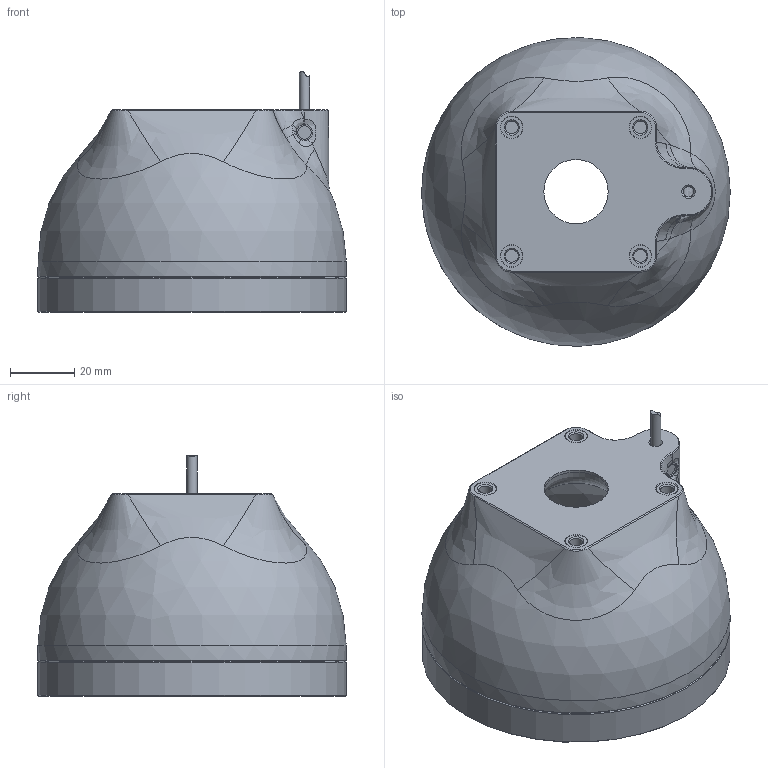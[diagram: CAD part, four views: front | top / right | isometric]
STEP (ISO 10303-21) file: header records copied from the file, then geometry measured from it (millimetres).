
FILE_DESCRIPTION(/* description */ ('Unknown'),/* implementation_level */ '2;1');
FILE_NAME(/* name */ 'DL1-50 Customers',/* time_stamp */ '2025-03-05T11:25:15+01:00',/* author */ ('Unknown'),/* organization */ ('Smartview s. r. o.'),/* preprocessor_version */ 'ST-DEVELOPER v18.1',/* originating_system */ 'Solid Edge',/* authorisation */ 'Unknown');
FILE_SCHEMA (('AUTOMOTIVE_DESIGN {1 0 10303 214 3 1 1}'));
Length unit declared in the file: millimetre
Products named in the file (1): DL1-50 Customers
Bounding box: 96 x 96 x 74.95 mm (x, y, z)
Volume: 158474.6 mm3; surface area: 43218 mm2
Topology: 1 solids, 1 shells, 110 faces, 238 edges, 153 vertices
Faces by surface type: bspline 36, plane 29, cone 24, cylinder 18, sphere 2, torus 1
Full cylindrical faces by diameter (mm): 3.2 x1, 4 x4, 4.5 x4, 20 x1, 53.8 x1, 56.2 x1, 56.8 x1, 83 x1, 96 x2
Entity records: 4115 total; most frequent: CARTESIAN_POINT 1441, DIRECTION 348, ORIENTED_EDGE 336, EDGE_LOOP 177, FACE_BOUND 177, AXIS2_PLACEMENT_3D 170, EDGE_CURVE 168, VERTEX_POINT 125
